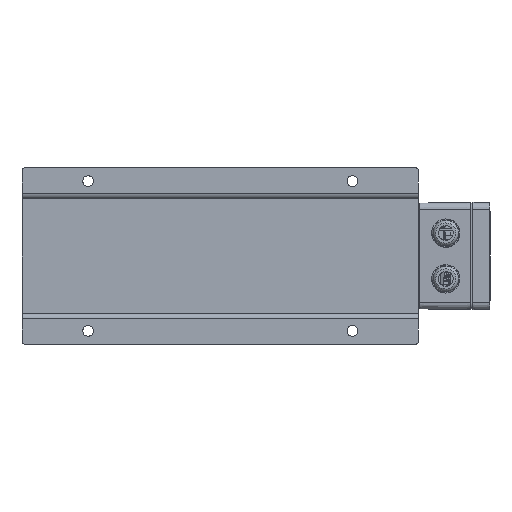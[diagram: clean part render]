
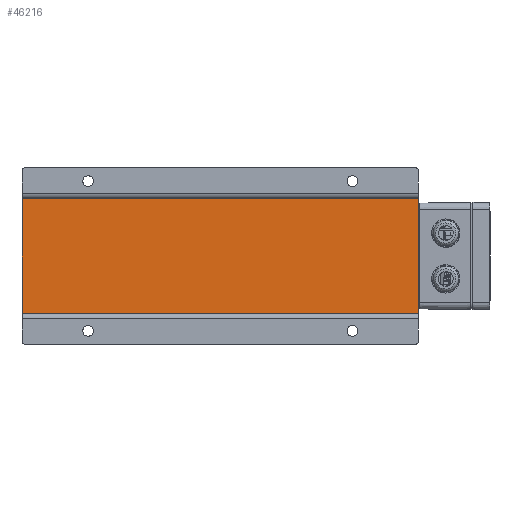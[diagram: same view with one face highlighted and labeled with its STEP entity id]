
A CAD part, front view. The second image highlights one B-rep face of the part: STEP entity #46216.
In plain terms, the highlighted planar face has unit normal (0, -1, 0).
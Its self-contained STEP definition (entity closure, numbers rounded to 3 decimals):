
#5074=FACE_OUTER_BOUND('',#7648,.T.);
#7648=EDGE_LOOP('',(#38454,#38455,#38456,#38457));
#11618=LINE('',#75484,#15826);
#11640=LINE('',#75552,#15848);
#11847=LINE('',#76366,#16055);
#11850=LINE('',#76371,#16058);
#15826=VECTOR('',#59492,10.);
#15848=VECTOR('',#59566,10.);
#16055=VECTOR('',#60413,10.);
#16058=VECTOR('',#60420,10.);
#20190=VERTEX_POINT('',#75481);
#20191=VERTEX_POINT('',#75483);
#20210=VERTEX_POINT('',#75549);
#20211=VERTEX_POINT('',#75551);
#26154=EDGE_CURVE('',#20191,#20190,#11618,.T.);
#26188=EDGE_CURVE('',#20211,#20210,#11640,.T.);
#26577=EDGE_CURVE('',#20190,#20211,#11847,.T.);
#26580=EDGE_CURVE('',#20191,#20210,#11850,.T.);
#38454=ORIENTED_EDGE('',*,*,#26580,.F.);
#38455=ORIENTED_EDGE('',*,*,#26154,.T.);
#38456=ORIENTED_EDGE('',*,*,#26577,.T.);
#38457=ORIENTED_EDGE('',*,*,#26188,.T.);
#41641=PLANE('',#49736);
#46216=ADVANCED_FACE('',(#5074),#41641,.T.);
#49736=AXIS2_PLACEMENT_3D('',#76372,#60421,#60422);
#59492=DIRECTION('',(1.,0.,0.));
#59566=DIRECTION('',(-1.,0.,0.));
#60413=DIRECTION('',(0.,0.,1.));
#60420=DIRECTION('',(0.,0.,1.));
#60421=DIRECTION('center_axis',(0.,-1.,0.));
#60422=DIRECTION('ref_axis',(0.,0.,
1.));
#75481=CARTESIAN_POINT('',(225.,-225.,1.5));
#75483=CARTESIAN_POINT('',(-225.,-225.,1.5));
#75484=CARTESIAN_POINT('',(-225.,-225.,1.5));
#75549=CARTESIAN_POINT('',(-225.,-225.,131.5));
#75551=CARTESIAN_POINT('',(225.,-225.,131.5));
#75552=CARTESIAN_POINT('',(-225.,-225.,131.5));
#76366=CARTESIAN_POINT('',(225.,-225.,1.5));
#76371=CARTESIAN_POINT('',(-225.,-225.,1.5));
#76372=CARTESIAN_POINT('Origin',(225.,-225.,1.5));
